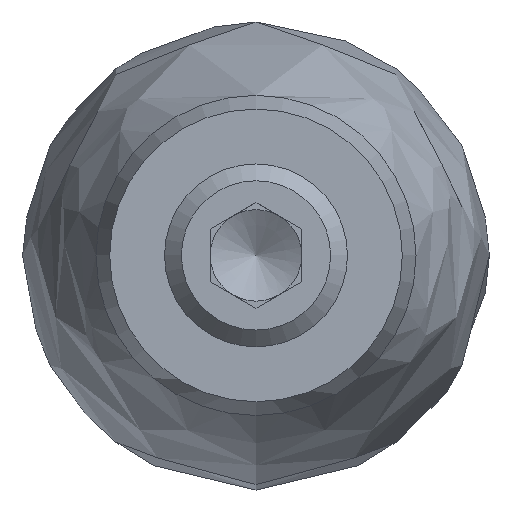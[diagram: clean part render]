
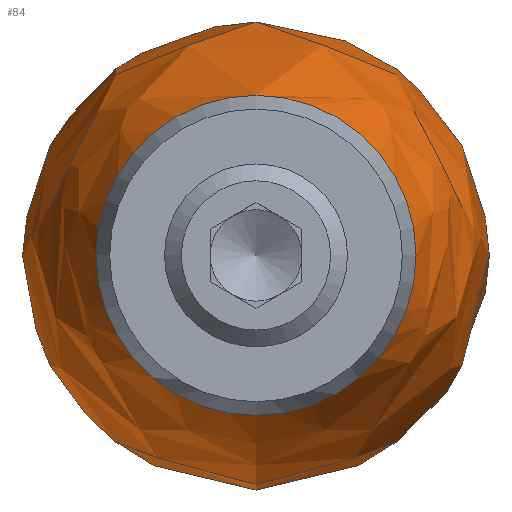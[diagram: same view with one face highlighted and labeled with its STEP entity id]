
A CAD part, left-side view. The second image highlights one B-rep face of the part: STEP entity #84.
In plain terms, the highlighted free-form (B-spline) face has degree [3, 3] with [4, 7] control points.
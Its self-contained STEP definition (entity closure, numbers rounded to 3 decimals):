
#84 = ADVANCED_FACE( '', ( #171, #172 ), #173, .T. );
#171 = FACE_OUTER_BOUND( '', #287, .T. );
#172 = FACE_OUTER_BOUND( '', #288, .T. );
#173 = ( BOUNDED_SURFACE(  )B_SPLINE_SURFACE( 3, 3, ( ( #291, #292, #293, #294, #295, #296, #297 ), ( #298, #299, #300, #301, #302, #303, #304 ), ( #305, #306, #307, #308, #309, #310, #311 ), ( #312, #313, #314, #315, #316, #317, #318 ) ), .UNSPECIFIED., .F., .T., .F. )B_SPLINE_SURFACE_WITH_KNOTS( ( 4, 4 ), ( 4, 3, 4 ), ( 0., 6.283 ), ( -0.492, 0.162, 0.816 ), .UNSPECIFIED. )GEOMETRIC_REPRESENTATION_ITEM(  )RATIONAL_B_SPLINE_SURFACE( ( ( 1., 0.333, 0.333, 1., 0.333, 0.333, 1. ), ( 0.862, 0.287, 0.287, 0.862, 0.287, 0.287, 0.862 ), ( 0.862, 0.287, 0.287, 0.862, 0.287, 0.287, 0.862 ), ( 1., 0.333, 0.333, 1., 0.333, 0.333, 1. ) ) )REPRESENTATION_ITEM( '' )SURFACE(  ) );
#287 = EDGE_LOOP( '', ( #474 ) );
#288 = EDGE_LOOP( '', ( #475 ) );
#291 = CARTESIAN_POINT( '', ( 79.321, 0., -1.993 ) );
#292 = CARTESIAN_POINT( '', ( 79.321, 3.987, -1.993 ) );
#293 = CARTESIAN_POINT( '', ( 79.321, 3.987, 1.993 ) );
#294 = CARTESIAN_POINT( '', ( 79.321, 0., 1.993 ) );
#295 = CARTESIAN_POINT( '', ( 79.321, -3.987, 1.993 ) );
#296 = CARTESIAN_POINT( '', ( 79.321, -3.987, -1.993 ) );
#297 = CARTESIAN_POINT( '', ( 79.321, 0., -1.993 ) );
#298 = CARTESIAN_POINT( '', ( 68.234, 0., -13.78 ) );
#299 = CARTESIAN_POINT( '', ( 68.234, 27.56, -13.78 ) );
#300 = CARTESIAN_POINT( '', ( 68.234, 27.56, 13.78 ) );
#301 = CARTESIAN_POINT( '', ( 68.234, 0., 13.78 ) );
#302 = CARTESIAN_POINT( '', ( 68.234, -27.56, 13.78 ) );
#303 = CARTESIAN_POINT( '', ( 68.234, -27.56, -13.78 ) );
#304 = CARTESIAN_POINT( '', ( 68.234, 0., -13.78 ) );
#305 = CARTESIAN_POINT( '', ( 52.264, 0., -16.391 ) );
#306 = CARTESIAN_POINT( '', ( 52.264, 32.783, -16.391 ) );
#307 = CARTESIAN_POINT( '', ( 52.264, 32.783, 16.391 ) );
#308 = CARTESIAN_POINT( '', ( 52.264, 0., 16.391 ) );
#309 = CARTESIAN_POINT( '', ( 52.264, -32.783, 16.391 ) );
#310 = CARTESIAN_POINT( '', ( 52.264, -32.783, -16.391 ) );
#311 = CARTESIAN_POINT( '', ( 52.264, 0., -16.391 ) );
#312 = CARTESIAN_POINT( '', ( 38., 0., -8.75 ) );
#313 = CARTESIAN_POINT( '', ( 38., 17.5, -8.75 ) );
#314 = CARTESIAN_POINT( '', ( 38., 17.5, 8.75 ) );
#315 = CARTESIAN_POINT( '', ( 38., 0., 8.75 ) );
#316 = CARTESIAN_POINT( '', ( 38., -17.5, 8.75 ) );
#317 = CARTESIAN_POINT( '', ( 38., -17.5, -8.75 ) );
#318 = CARTESIAN_POINT( '', ( 38., 0., -8.75 ) );
#474 = ORIENTED_EDGE( '', *, *, #549, .T. );
#475 = ORIENTED_EDGE( '', *, *, #519, .F. );
#519 = EDGE_CURVE( '', #596, #596, #597, .T. );
#549 = EDGE_CURVE( '', #634, #634, #635, .T. );
#596 = VERTEX_POINT( '', #693 );
#597 = CIRCLE( '', #694, 1.993 );
#634 = VERTEX_POINT( '', #744 );
#635 = CIRCLE( '', #745, 8.75 );
#693 = CARTESIAN_POINT( '', ( 79.321, 0., -1.993 ) );
#694 = AXIS2_PLACEMENT_3D( '', #786, #787, #788 );
#744 = CARTESIAN_POINT( '', ( 38., 0., -8.75 ) );
#745 = AXIS2_PLACEMENT_3D( '', #811, #812, #813 );
#786 = CARTESIAN_POINT( '', ( 79.321, 0., 0. ) );
#787 = DIRECTION( '', ( 1., 0., 0. ) );
#788 = DIRECTION( '', ( 0., 0., -1. ) );
#811 = CARTESIAN_POINT( '', ( 38., 0., 0. ) );
#812 = DIRECTION( '', ( 1., 0., 0. ) );
#813 = DIRECTION( '', ( 0., 0., -1. ) );
